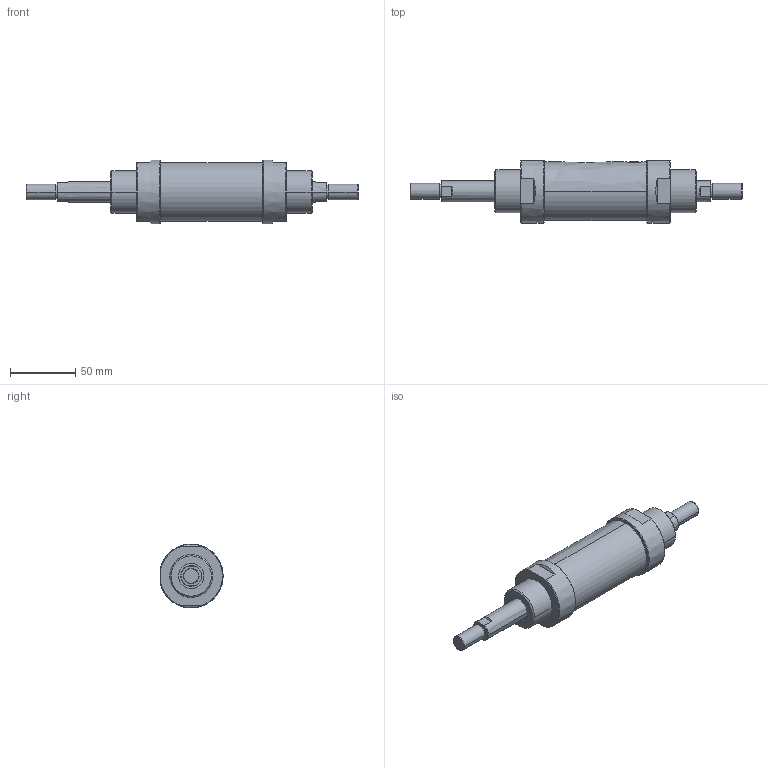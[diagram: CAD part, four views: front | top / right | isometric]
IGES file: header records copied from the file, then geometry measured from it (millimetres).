
Start section: SolidWorks IGES file using analytic representation for surfaces
Global section: file name: TW_002_040_0030.IGS; native system: SolidWorks 2013; preprocessor: SolidWorks 2013; author: technolog; date: 140714.110849; units: millimetre
Bounding box: 255 x 47.8 x 49 mm (x, y, z)
Volume: 194086.8 mm3; surface area: 57535.5 mm2
Topology: 5 solids, 5 shells, 262 faces, 1357 edges, 1762 vertices
Faces by surface type: plane 138, revolution 111, bspline 13
